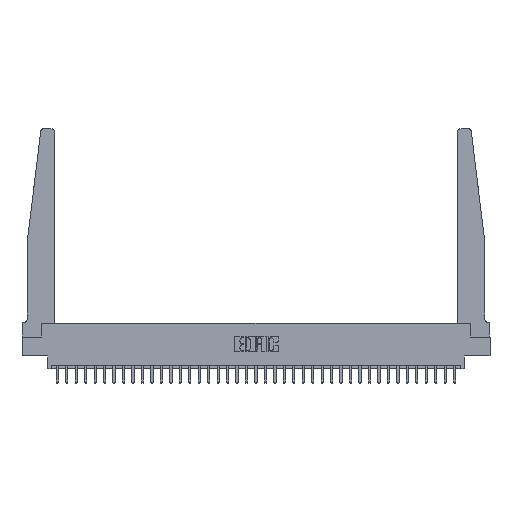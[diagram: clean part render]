
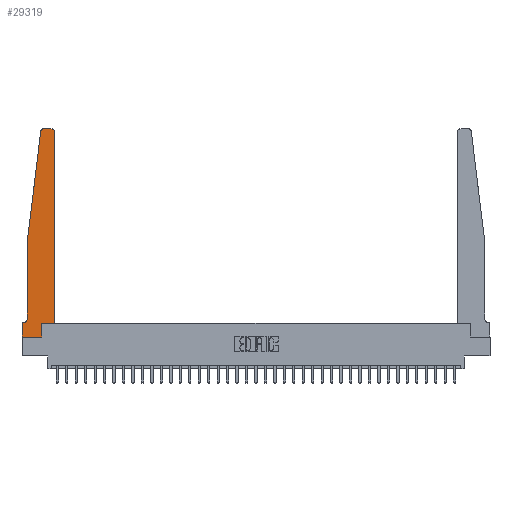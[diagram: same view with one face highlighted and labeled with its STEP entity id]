
A CAD part, top view. The second image highlights one B-rep face of the part: STEP entity #29319.
In plain terms, the highlighted planar face has unit normal (0, 0, 1).
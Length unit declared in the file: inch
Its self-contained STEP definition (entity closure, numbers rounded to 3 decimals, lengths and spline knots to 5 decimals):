
#121 = PLANE ( 'NONE',  #5667 ) ;
#160 = DIRECTION ( 'NONE',  ( -0.122, -0.992, 0. ) ) ;
#308 = CARTESIAN_POINT ( 'NONE',  ( 0.015, 0.2375, 0.37 ) ) ;
#489 = EDGE_CURVE ( 'NONE', #9282, #15299, #28433, .T. ) ;
#766 = ORIENTED_EDGE ( 'NONE', *, *, #20054, .T. ) ;
#838 = EDGE_LOOP ( 'NONE', ( #2066, #20678, #7591, #15697, #14391, #21280, #7858, #21041, #766, #28288, #21873, #13302 ) ) ;
#1721 = CARTESIAN_POINT ( 'NONE',  ( 0.2605, 0.18, 0.37 ) ) ;
#2066 = ORIENTED_EDGE ( 'NONE', *, *, #27653, .T. ) ;
#2697 = CARTESIAN_POINT ( 'NONE',  ( 0., 0.1875, 0.37 ) ) ;
#2806 = DIRECTION ( 'NONE',  ( 1., 0., 0. ) ) ;
#3009 = DIRECTION ( 'NONE',  ( -1., 0., 0. ) ) ;
#3253 = CARTESIAN_POINT ( 'NONE',  ( 0., 0., 0.37 ) ) ;
#3655 = DIRECTION ( 'NONE',  ( 1., 0., 0. ) ) ;
#3690 = AXIS2_PLACEMENT_3D ( 'NONE', #308, #18526, #3009 ) ;
#4761 = EDGE_CURVE ( 'NONE', #23459, #19314, #9351, .T. ) ;
#4854 = LINE ( 'NONE', #29556, #24460 ) ;
#5067 = CARTESIAN_POINT ( 'NONE',  ( 0.2605, 0.18, 0.37 ) ) ;
#5258 = EDGE_CURVE ( 'NONE', #17930, #23459, #30269, .T. ) ;
#5667 = AXIS2_PLACEMENT_3D ( 'NONE', #2697, #18358, #2806 ) ;
#5701 = EDGE_CURVE ( 'NONE', #21505, #32199, #10111, .T. ) ;
#5776 = AXIS2_PLACEMENT_3D ( 'NONE', #29173, #14154, #31636 ) ;
#5806 = CARTESIAN_POINT ( 'NONE',  ( 0.395, 2.75, 0.37 ) ) ;
#6060 = EDGE_CURVE ( 'NONE', #7616, #21505, #13336, .T. ) ;
#6402 = VECTOR ( 'NONE', #3655, 39.37008 ) ;
#6709 = DIRECTION ( 'NONE',  ( 0., 0., 1. ) ) ;
#7536 = EDGE_CURVE ( 'NONE', #21513, #14037, #13245, .T. ) ;
#7591 = ORIENTED_EDGE ( 'NONE', *, *, #21537, .T. ) ;
#7616 = VERTEX_POINT ( 'NONE', #1721 ) ;
#7858 = ORIENTED_EDGE ( 'NONE', *, *, #30137, .T. ) ;
#8153 = CARTESIAN_POINT ( 'NONE',  ( 0.065, 1.25, 0.37 ) ) ;
#8450 = CARTESIAN_POINT ( 'NONE',  ( 0., 0., 0.37 ) ) ;
#8622 = VERTEX_POINT ( 'NONE', #18949 ) ;
#9282 = VERTEX_POINT ( 'NONE', #8450 ) ;
#9351 = CIRCLE ( 'NONE', #3690, 0.05 ) ;
#9377 = CARTESIAN_POINT ( 'NONE',  ( 0.065, 0.1875, 0.37 ) ) ;
#9617 = LINE ( 'NONE', #9377, #28230 ) ;
#9822 = CARTESIAN_POINT ( 'NONE',  ( 0.24675, 2.72367, 0.37 ) ) ;
#9838 = DIRECTION ( 'NONE',  ( 0., 1., 0. ) ) ;
#9847 = VECTOR ( 'NONE', #19809, 39.37008 ) ;
#10111 = LINE ( 'NONE', #29932, #29470 ) ;
#10577 = CARTESIAN_POINT ( 'NONE',  ( 0.425, 0.18, 0.37 ) ) ;
#11443 = CARTESIAN_POINT ( 'NONE',  ( 0.425, 0.18, 0.37 ) ) ;
#13173 = CARTESIAN_POINT ( 'NONE',  ( 0.27653, 2.75, 0.37 ) ) ;
#13245 = CIRCLE ( 'NONE', #28296, 0.03 ) ;
#13302 = ORIENTED_EDGE ( 'NONE', *, *, #22617, .T. ) ;
#13336 = LINE ( 'NONE', #11443, #6402 ) ;
#13364 = CARTESIAN_POINT ( 'NONE',  ( 0.065, 1.25, 0.37 ) ) ;
#14002 = LINE ( 'NONE', #3253, #27372 ) ;
#14004 = VECTOR ( 'NONE', #22964, 39.37008 ) ;
#14037 = VERTEX_POINT ( 'NONE', #9822 ) ;
#14154 = DIRECTION ( 'NONE',  ( 0., 0., 1. ) ) ;
#14391 = ORIENTED_EDGE ( 'NONE', *, *, #4761, .T. ) ;
#15299 = VERTEX_POINT ( 'NONE', #22548 ) ;
#15697 = ORIENTED_EDGE ( 'NONE', *, *, #5258, .T. ) ;
#15857 = CARTESIAN_POINT ( 'NONE',  ( 0.065, 1.25, 0.37 ) ) ;
#16471 = CARTESIAN_POINT ( 'NONE',  ( 0.425, 2.72, 0.37 ) ) ;
#17117 = DIRECTION ( 'NONE',  ( -1., 0., 0. ) ) ;
#17930 = VERTEX_POINT ( 'NONE', #13364 ) ;
#18358 = DIRECTION ( 'NONE',  ( 0., 0., 1. ) ) ;
#18526 = DIRECTION ( 'NONE',  ( 0., 0., -1. ) ) ;
#18723 = LINE ( 'NONE', #15857, #25385 ) ;
#18949 = CARTESIAN_POINT ( 'NONE',  ( 0., 0.1875, 0.37 ) ) ;
#19314 = VERTEX_POINT ( 'NONE', #20084 ) ;
#19809 = DIRECTION ( 'NONE',  ( 1., 0., 0. ) ) ;
#20054 = EDGE_CURVE ( 'NONE', #15299, #7616, #20754, .T. ) ;
#20084 = CARTESIAN_POINT ( 'NONE',  ( 0.015, 0.1875, 0.37 ) ) ;
#20450 = CIRCLE ( 'NONE', #5776, 0.03 ) ;
#20678 = ORIENTED_EDGE ( 'NONE', *, *, #7536, .T. ) ;
#20754 = LINE ( 'NONE', #5067, #14004 ) ;
#21041 = ORIENTED_EDGE ( 'NONE', *, *, #489, .T. ) ;
#21280 = ORIENTED_EDGE ( 'NONE', *, *, #22761, .T. ) ;
#21505 = VERTEX_POINT ( 'NONE', #10577 ) ;
#21513 = VERTEX_POINT ( 'NONE', #13173 ) ;
#21537 = EDGE_CURVE ( 'NONE', #14037, #17930, #18723, .T. ) ;
#21873 = ORIENTED_EDGE ( 'NONE', *, *, #5701, .T. ) ;
#22065 = CARTESIAN_POINT ( 'NONE',  ( 0.27653, 2.72, 0.37 ) ) ;
#22548 = CARTESIAN_POINT ( 'NONE',  ( 0.2605, 0., 0.37 ) ) ;
#22617 = EDGE_CURVE ( 'NONE', #32199, #25513, #20450, .T. ) ;
#22761 = EDGE_CURVE ( 'NONE', #19314, #8622, #9617, .T. ) ;
#22964 = DIRECTION ( 'NONE',  ( 0., 1., 0. ) ) ;
#23459 = VERTEX_POINT ( 'NONE', #25322 ) ;
#23790 = DIRECTION ( 'NONE',  ( 0., -1., 0. ) ) ;
#23860 = FACE_OUTER_BOUND ( 'NONE', #838, .T. ) ;
#24460 = VECTOR ( 'NONE', #17117, 39.37008 ) ;
#24568 = DIRECTION ( 'NONE',  ( 1., 0., 0. ) ) ;
#24607 = DIRECTION ( 'NONE',  ( -1., 0., 0. ) ) ;
#25322 = CARTESIAN_POINT ( 'NONE',  ( 0.065, 0.2375, 0.37 ) ) ;
#25385 = VECTOR ( 'NONE', #160, 39.37008 ) ;
#25513 = VERTEX_POINT ( 'NONE', #5806 ) ;
#27372 = VECTOR ( 'NONE', #23790, 39.37008 ) ;
#27653 = EDGE_CURVE ( 'NONE', #25513, #21513, #4854, .T. ) ;
#28230 = VECTOR ( 'NONE', #24607, 39.37008 ) ;
#28288 = ORIENTED_EDGE ( 'NONE', *, *, #6060, .T. ) ;
#28296 = AXIS2_PLACEMENT_3D ( 'NONE', #22065, #6709, #24568 ) ;
#28433 = LINE ( 'NONE', #31925, #9847 ) ;
#28710 = VECTOR ( 'NONE', #30935, 39.37008 ) ;
#29173 = CARTESIAN_POINT ( 'NONE',  ( 0.395, 2.72, 0.37 ) ) ;
#29319 = ADVANCED_FACE ( 'NONE', ( #23860 ), #121, .T. ) ;
#29470 = VECTOR ( 'NONE', #9838, 39.37008 ) ;
#29556 = CARTESIAN_POINT ( 'NONE',  ( 0.25, 2.75, 0.37 ) ) ;
#29932 = CARTESIAN_POINT ( 'NONE',  ( 0.425, 0.18, 0.37 ) ) ;
#30137 = EDGE_CURVE ( 'NONE', #8622, #9282, #14002, .T. ) ;
#30269 = LINE ( 'NONE', #8153, #28710 ) ;
#30935 = DIRECTION ( 'NONE',  ( 0., -1., 0. ) ) ;
#31636 = DIRECTION ( 'NONE',  ( 1., 0., 0. ) ) ;
#31925 = CARTESIAN_POINT ( 'NONE',  ( 0., 0., 0.37 ) ) ;
#32199 = VERTEX_POINT ( 'NONE', #16471 ) ;
